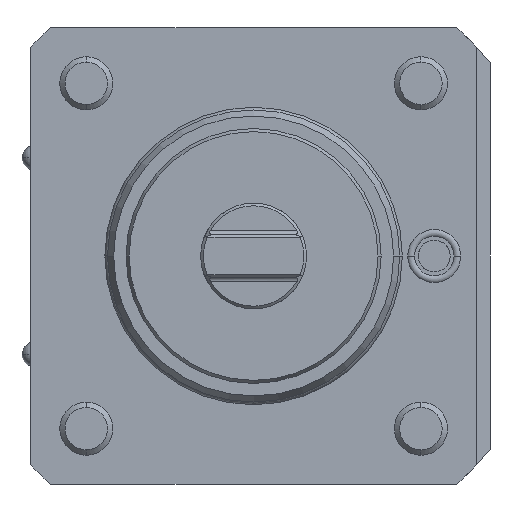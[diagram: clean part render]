
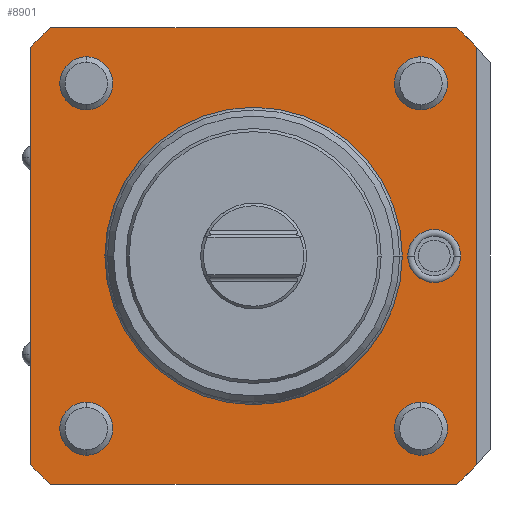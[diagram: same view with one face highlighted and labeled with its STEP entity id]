
A CAD part, front view. The second image highlights one B-rep face of the part: STEP entity #8901.
In plain terms, the highlighted planar face has unit normal (0, -1, 0).
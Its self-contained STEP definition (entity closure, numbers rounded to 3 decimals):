
#2760=DIRECTION('',(0.,0.,-1.));
#2761=VECTOR('',#2760,78.543);
#2762=CARTESIAN_POINT('',(42.,0.,39.271));
#2763=LINE('',#2762,#2761);
#2764=CARTESIAN_POINT('',(0.,0.,0.));
#2765=DIRECTION('',(0.,-1.,0.));
#2766=DIRECTION('',(0.664,0.,-0.748));
#2767=AXIS2_PLACEMENT_3D('',#2764,#2765,#2766);
#2769=DIRECTION('',(1.,0.,0.));
#2770=VECTOR('',#2769,76.348);
#2771=CARTESIAN_POINT('',(-38.174,0.,-43.));
#2772=LINE('',#2771,#2770);
#2773=CARTESIAN_POINT('',(0.,0.,0.));
#2774=DIRECTION('',(0.,-1.,0.));
#2775=DIRECTION('',(-0.73,0.,-0.683));
#2776=AXIS2_PLACEMENT_3D('',#2773,#2774,#2775);
#2778=DIRECTION('',(0.,0.,-1.));
#2779=VECTOR('',#2778,78.543);
#2780=CARTESIAN_POINT('',(-42.,0.,39.271));
#2781=LINE('',#2780,#2779);
#2782=CARTESIAN_POINT('',(0.,0.,0.));
#2783=DIRECTION('',(0.,-1.,0.));
#2784=DIRECTION('',(-0.664,0.,0.748));
#2785=AXIS2_PLACEMENT_3D('',#2782,#2783,#2784);
#2787=DIRECTION('',(-1.,0.,0.));
#2788=VECTOR('',#2787,76.348);
#2789=CARTESIAN_POINT('',(38.174,0.,43.));
#2790=LINE('',#2789,#2788);
#2791=CARTESIAN_POINT('',(0.,0.,0.));
#2792=DIRECTION('',(0.,-1.,0.));
#2793=DIRECTION('',(0.73,0.,0.683));
#2794=AXIS2_PLACEMENT_3D('',#2791,#2792,#2793);
#2808=CARTESIAN_POINT('',(-31.5,0.,-32.5));
#2809=DIRECTION('',(0.,1.,0.));
#2810=DIRECTION('',(0.,0.,-1.));
#2811=AXIS2_PLACEMENT_3D('',#2808,#2809,#2810);
#2813=CARTESIAN_POINT('',(-31.5,0.,-32.5));
#2814=DIRECTION('',(0.,1.,0.));
#2815=DIRECTION('',(0.,0.,1.));
#2816=AXIS2_PLACEMENT_3D('',#2813,#2814,#2815);
#2854=CARTESIAN_POINT('',(31.5,0.,-32.5));
#2855=DIRECTION('',(0.,1.,0.));
#2856=DIRECTION('',(0.,0.,-1.));
#2857=AXIS2_PLACEMENT_3D('',#2854,#2855,#2856);
#2859=CARTESIAN_POINT('',(31.5,0.,-32.5));
#2860=DIRECTION('',(0.,1.,0.));
#2861=DIRECTION('',(0.,0.,1.));
#2862=AXIS2_PLACEMENT_3D('',#2859,#2860,#2861);
#2900=CARTESIAN_POINT('',(31.5,0.,32.5));
#2901=DIRECTION('',(0.,1.,0.));
#2902=DIRECTION('',(0.,0.,-1.));
#2903=AXIS2_PLACEMENT_3D('',#2900,#2901,#2902);
#2905=CARTESIAN_POINT('',(31.5,0.,32.5));
#2906=DIRECTION('',(0.,1.,0.));
#2907=DIRECTION('',(0.,0.,1.));
#2908=AXIS2_PLACEMENT_3D('',#2905,#2906,#2907);
#2946=CARTESIAN_POINT('',(-31.5,0.,32.5));
#2947=DIRECTION('',(0.,1.,0.));
#2948=DIRECTION('',(0.,0.,-1.));
#2949=AXIS2_PLACEMENT_3D('',#2946,#2947,#2948);
#2951=CARTESIAN_POINT('',(-31.5,0.,32.5));
#2952=DIRECTION('',(0.,1.,0.));
#2953=DIRECTION('',(0.,0.,1.));
#2954=AXIS2_PLACEMENT_3D('',#2951,#2952,#2953);
#2997=CARTESIAN_POINT('',(34.,0.,0.));
#2998=DIRECTION('',(0.,1.,0.));
#2999=DIRECTION('',(-1.,0.,0.));
#3000=AXIS2_PLACEMENT_3D('',#2997,#2998,#2999);
#3022=CARTESIAN_POINT('',(34.,0.,0.));
#3023=DIRECTION('',(0.,1.,0.));
#3024=DIRECTION('',(1.,0.,0.));
#3025=AXIS2_PLACEMENT_3D('',#3022,#3023,#3024);
#3074=CARTESIAN_POINT('',(0.,0.,0.));
#3075=DIRECTION('',(0.,1.,0.));
#3076=DIRECTION('',(0.,0.,-1.));
#3077=AXIS2_PLACEMENT_3D('',#3074,#3075,#3076);
#3079=CARTESIAN_POINT('',(0.,0.,0.));
#3080=DIRECTION('',(0.,1.,0.));
#3081=DIRECTION('',(0.,0.,1.));
#3082=AXIS2_PLACEMENT_3D('',#3079,#3080,#3081);
#5666=CARTESIAN_POINT('',(-38.174,0.,-43.));
#5667=CARTESIAN_POINT('',(38.174,0.,-43.));
#5668=VERTEX_POINT('',#5666);
#5669=VERTEX_POINT('',#5667);
#5670=CARTESIAN_POINT('',(38.174,0.,43.));
#5671=CARTESIAN_POINT('',(-38.174,0.,43.));
#5672=VERTEX_POINT('',#5670);
#5673=VERTEX_POINT('',#5671);
#5674=CARTESIAN_POINT('',(-42.,0.,39.271));
#5675=VERTEX_POINT('',#5674);
#5676=CARTESIAN_POINT('',(-42.,0.,-39.271));
#5677=VERTEX_POINT('',#5676);
#5698=CARTESIAN_POINT('',(42.,0.,39.271));
#5699=CARTESIAN_POINT('',(42.,0.,-39.271));
#5700=VERTEX_POINT('',#5698);
#5701=VERTEX_POINT('',#5699);
#5706=CARTESIAN_POINT('',(0.,0.,-27.353));
#5707=CARTESIAN_POINT('',(0.,0.,27.353));
#5708=VERTEX_POINT('',#5706);
#5709=VERTEX_POINT('',#5707);
#5768=CARTESIAN_POINT('',(29.026,0.,0.));
#5769=CARTESIAN_POINT('',(38.974,0.,0.));
#5770=VERTEX_POINT('',#5768);
#5771=VERTEX_POINT('',#5769);
#5772=CARTESIAN_POINT('',(-31.5,0.,27.5));
#5773=CARTESIAN_POINT('',(-31.5,0.,37.5));
#5774=VERTEX_POINT('',#5772);
#5775=VERTEX_POINT('',#5773);
#5776=CARTESIAN_POINT('',(31.5,0.,27.5));
#5777=CARTESIAN_POINT('',(31.5,0.,37.5));
#5778=VERTEX_POINT('',#5776);
#5779=VERTEX_POINT('',#5777);
#5780=CARTESIAN_POINT('',(31.5,0.,-37.5));
#5781=CARTESIAN_POINT('',(31.5,0.,-27.5));
#5782=VERTEX_POINT('',#5780);
#5783=VERTEX_POINT('',#5781);
#5784=CARTESIAN_POINT('',(-31.5,0.,-37.5));
#5785=CARTESIAN_POINT('',(-31.5,0.,-27.5));
#5786=VERTEX_POINT('',#5784);
#5787=VERTEX_POINT('',#5785);
#8849=CARTESIAN_POINT('',(0.,0.,0.));
#8850=DIRECTION('',(0.,-1.,0.));
#8851=DIRECTION('',(-1.,0.,0.));
#8852=AXIS2_PLACEMENT_3D('',#8849,#8850,#8851);
#8853=PLANE('',#8852);
#8855=ORIENTED_EDGE('',*,*,#8854,.T.);
#8856=ORIENTED_EDGE('',*,*,#8741,.F.);
#8857=ORIENTED_EDGE('',*,*,#8727,.F.);
#8858=ORIENTED_EDGE('',*,*,#8844,.F.);
#8859=ORIENTED_EDGE('',*,*,#8819,.F.);
#8860=ORIENTED_EDGE('',*,*,#8805,.F.);
#8861=ORIENTED_EDGE('',*,*,#8791,.F.);
#8862=ORIENTED_EDGE('',*,*,#8777,.F.);
#8863=EDGE_LOOP('',(#8855,#8856,#8857,#8858,#8859,#8860,#8861,#8862));
#8864=FACE_OUTER_BOUND('',#8863,.F.);
#8866=ORIENTED_EDGE('',*,*,#8865,.F.);
#8868=ORIENTED_EDGE('',*,*,#8867,.F.);
#8869=EDGE_LOOP('',(#8866,#8868));
#8870=FACE_BOUND('',#8869,.F.);
#8872=ORIENTED_EDGE('',*,*,#8871,.F.);
#8874=ORIENTED_EDGE('',*,*,#8873,.F.);
#8875=EDGE_LOOP('',(#8872,#8874));
#8876=FACE_BOUND('',#8875,.F.);
#8878=ORIENTED_EDGE('',*,*,#8877,.F.);
#8880=ORIENTED_EDGE('',*,*,#8879,.F.);
#8881=EDGE_LOOP('',(#8878,#8880));
#8882=FACE_BOUND('',#8881,.F.);
#8884=ORIENTED_EDGE('',*,*,#8883,.F.);
#8886=ORIENTED_EDGE('',*,*,#8885,.F.);
#8887=EDGE_LOOP('',(#8884,#8886));
#8888=FACE_BOUND('',#8887,.F.);
#8890=ORIENTED_EDGE('',*,*,#8889,.F.);
#8892=ORIENTED_EDGE('',*,*,#8891,.F.);
#8893=EDGE_LOOP('',(#8890,#8892));
#8894=FACE_BOUND('',#8893,.F.);
#8896=ORIENTED_EDGE('',*,*,#8895,.F.);
#8898=ORIENTED_EDGE('',*,*,#8897,.F.);
#8899=EDGE_LOOP('',(#8896,#8898));
#8900=FACE_BOUND('',#8899,.F.);
#2768=CIRCLE('',#2767,57.5);
#2777=CIRCLE('',#2776,57.5);
#2786=CIRCLE('',#2785,57.5);
#2795=CIRCLE('',#2794,57.5);
#2812=CIRCLE('',#2811,5.);
#2817=CIRCLE('',#2816,5.);
#2858=CIRCLE('',#2857,5.);
#2863=CIRCLE('',#2862,5.);
#2904=CIRCLE('',#2903,5.);
#2909=CIRCLE('',#2908,5.);
#2950=CIRCLE('',#2949,5.);
#2955=CIRCLE('',#2954,5.);
#3001=CIRCLE('',#3000,4.974);
#3026=CIRCLE('',#3025,4.974);
#3078=CIRCLE('',#3077,27.353);
#3083=CIRCLE('',#3082,27.353);
#8727=EDGE_CURVE('',#5668,#5669,#2772,.T.);
#8741=EDGE_CURVE('',#5669,#5701,#2768,.T.);
#8777=EDGE_CURVE('',#5700,#5672,#2795,.T.);
#8791=EDGE_CURVE('',#5672,#5673,#2790,.T.);
#8805=EDGE_CURVE('',#5673,#5675,#2786,.T.);
#8819=EDGE_CURVE('',#5675,#5677,#2781,.T.);
#8844=EDGE_CURVE('',#5677,#5668,#2777,.T.);
#8854=EDGE_CURVE('',#5700,#5701,#2763,.T.);
#8865=EDGE_CURVE('',#5786,#5787,#2812,.T.);
#8867=EDGE_CURVE('',#5787,#5786,#2817,.T.);
#8871=EDGE_CURVE('',#5782,#5783,#2858,.T.);
#8873=EDGE_CURVE('',#5783,#5782,#2863,.T.);
#8877=EDGE_CURVE('',#5778,#5779,#2904,.T.);
#8879=EDGE_CURVE('',#5779,#5778,#2909,.T.);
#8883=EDGE_CURVE('',#5774,#5775,#2950,.T.);
#8885=EDGE_CURVE('',#5775,#5774,#2955,.T.);
#8889=EDGE_CURVE('',#5770,#5771,#3001,.T.);
#8891=EDGE_CURVE('',#5771,#5770,#3026,.T.);
#8895=EDGE_CURVE('',#5708,#5709,#3078,.T.);
#8897=EDGE_CURVE('',#5709,#5708,#3083,.T.);
#8901=ADVANCED_FACE('',(#8864,#8870,#8876,#8882,#8888,#8894,#8900),#8853,.T.);
